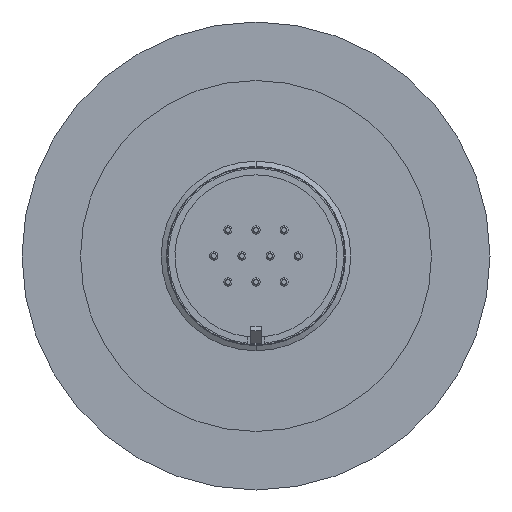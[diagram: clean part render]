
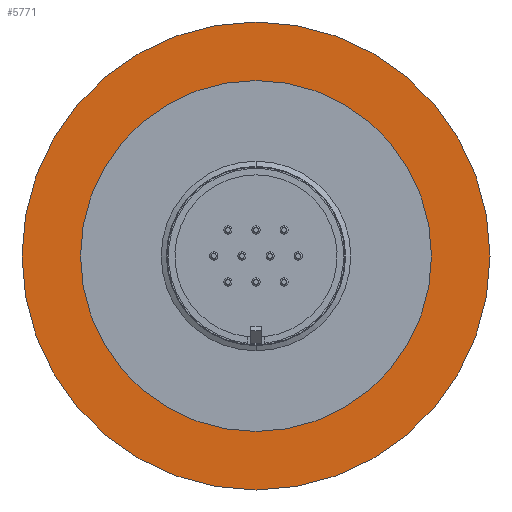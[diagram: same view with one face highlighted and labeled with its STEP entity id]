
A CAD part, front view. The second image highlights one B-rep face of the part: STEP entity #5771.
In plain terms, the highlighted planar face has unit normal (0, -1, 0).
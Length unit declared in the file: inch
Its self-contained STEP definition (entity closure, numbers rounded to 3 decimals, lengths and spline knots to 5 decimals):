
#106 = VERTEX_POINT ( 'NONE', #2521 ) ;
#163 = VERTEX_POINT ( 'NONE', #2422 ) ;
#231 = VERTEX_POINT ( 'NONE', #2245 ) ;
#232 = VERTEX_POINT ( 'NONE', #2202 ) ;
#661 = CIRCLE ( 'NONE', #3827, 1.08 ) ;
#853 = CIRCLE ( 'NONE', #3854, 0.81 ) ;
#1720 = EDGE_LOOP ( 'NONE', ( #1756, #1758 ) ) ;
#1729 = EDGE_LOOP ( 'NONE', ( #1760, #1762 ) ) ;
#1756 = ORIENTED_EDGE ( 'NONE', *, *, #4141, .T. ) ;
#1758 = ORIENTED_EDGE ( 'NONE', *, *, #5063, .T. ) ;
#1760 = ORIENTED_EDGE ( 'NONE', *, *, #4194, .T. ) ;
#1762 = ORIENTED_EDGE ( 'NONE', *, *, #5030, .T. ) ;
#2202 = CARTESIAN_POINT ( 'NONE',  ( 0., 0., 1.08 ) ) ;
#2245 = CARTESIAN_POINT ( 'NONE',  ( 0., 0., -0.81 ) ) ;
#2422 = CARTESIAN_POINT ( 'NONE',  ( 0., 0., -1.08 ) ) ;
#2521 = CARTESIAN_POINT ( 'NONE',  ( 0., 0., 0.81 ) ) ;
#2921 = DIRECTION ( 'NONE',  ( 0., 0., -1. ) ) ;
#2922 = DIRECTION ( 'NONE',  ( 0., 1., 0. ) ) ;
#2923 = CARTESIAN_POINT ( 'NONE',  ( 0., 0., 0. ) ) ;
#2941 = CARTESIAN_POINT ( 'NONE',  ( 0., 0., 0. ) ) ;
#3033 = DIRECTION ( 'NONE',  ( 0., 0., -1. ) ) ;
#3035 = DIRECTION ( 'NONE',  ( 0., -1., 0. ) ) ;
#3036 = CARTESIAN_POINT ( 'NONE',  ( 0., 0., 0. ) ) ;
#3546 = DIRECTION ( 'NONE',  ( 0., 0., -1. ) ) ;
#3550 = DIRECTION ( 'NONE',  ( 0., 1., 0. ) ) ;
#3552 = CARTESIAN_POINT ( 'NONE',  ( 0., 0., 0. ) ) ;
#3781 = DIRECTION ( 'NONE',  ( 0., 0., -1. ) ) ;
#3782 = DIRECTION ( 'NONE',  ( 0., -1., 0. ) ) ;
#3827 = AXIS2_PLACEMENT_3D ( 'NONE', #2941, #3782, #3781 ) ;
#3854 = AXIS2_PLACEMENT_3D ( 'NONE', #3552, #3550, #3546 ) ;
#4141 = EDGE_CURVE ( 'NONE', #231, #106, #853, .T. ) ;
#4194 = EDGE_CURVE ( 'NONE', #163, #232, #661, .T. ) ;
#4548 = FACE_BOUND ( 'NONE', #1720, .T. ) ;
#4566 = FACE_OUTER_BOUND ( 'NONE', #1729, .T. ) ;
#4665 = CIRCLE ( 'NONE', #5355, 0.81 ) ;
#4710 = CIRCLE ( 'NONE', #5369, 1.08 ) ;
#5030 = EDGE_CURVE ( 'NONE', #232, #163, #4710, .T. ) ;
#5063 = EDGE_CURVE ( 'NONE', #106, #231, #4665, .T. ) ;
#5316 = AXIS2_PLACEMENT_3D ( 'NONE', #6140, #6116, #6115 ) ;
#5355 = AXIS2_PLACEMENT_3D ( 'NONE', #2923, #2922, #2921 ) ;
#5369 = AXIS2_PLACEMENT_3D ( 'NONE', #3036, #3035, #3033 ) ;
#5771 = ADVANCED_FACE ( 'NONE', ( #4548, #4566 ), #6131, .T. ) ;
#6115 = DIRECTION ( 'NONE',  ( 0., 0., -1. ) ) ;
#6116 = DIRECTION ( 'NONE',  ( 0., -1., 0. ) ) ;
#6131 = PLANE ( 'NONE',  #5316 ) ;
#6140 = CARTESIAN_POINT ( 'NONE',  ( 0.81, 0., 0. ) ) ;
